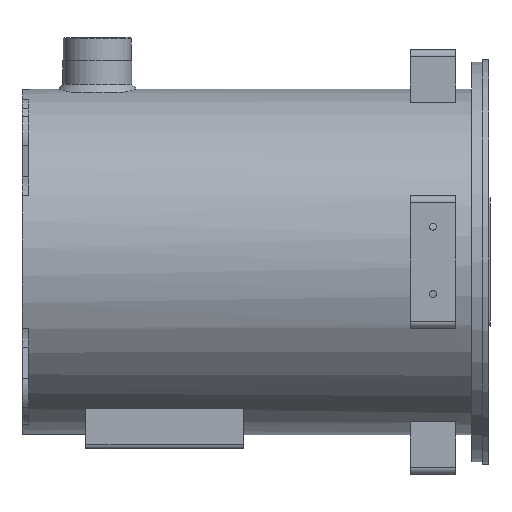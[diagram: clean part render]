
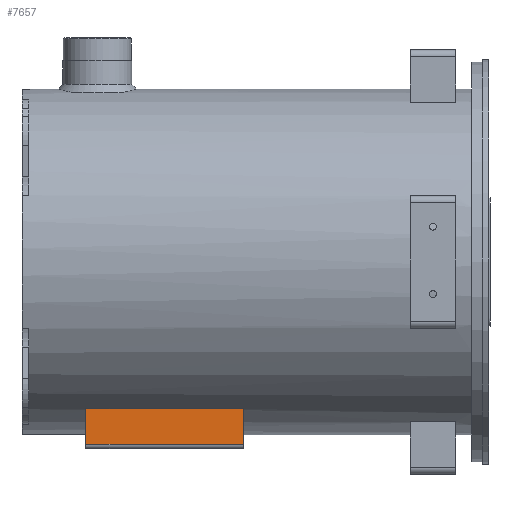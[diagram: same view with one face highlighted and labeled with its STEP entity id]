
A CAD part, left-side view. The second image highlights one B-rep face of the part: STEP entity #7657.
In plain terms, the highlighted planar face has unit normal (-1, 0, 0).
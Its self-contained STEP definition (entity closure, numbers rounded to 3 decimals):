
#1148=PLANE('',#8076);
#1367=FACE_OUTER_BOUND('',#1758,.T.);
#1758=EDGE_LOOP('',(#5536,#5537,#5538,#5539));
#2242=LINE('',#10622,#2874);
#2243=LINE('',#10624,#2875);
#2244=LINE('',#10626,#2876);
#2245=LINE('',#10627,#2877);
#2874=VECTOR('',#8728,10.);
#2875=VECTOR('',#8729,10.);
#2876=VECTOR('',#8730,10.);
#2877=VECTOR('',#8731,10.);
#3828=VERTEX_POINT('',#10620);
#3829=VERTEX_POINT('',#10621);
#3830=VERTEX_POINT('',#10623);
#3831=VERTEX_POINT('',#10625);
#4513=EDGE_CURVE('',#3828,#3829,#2242,.T.);
#4514=EDGE_CURVE('',#3830,#3828,#2243,.T.);
#4515=EDGE_CURVE('',#3831,#3830,#2244,.T.);
#4516=EDGE_CURVE('',#3831,#3829,#2245,.T.);
#5536=ORIENTED_EDGE('',*,*,#4513,.F.);
#5537=ORIENTED_EDGE('',*,*,#4514,.F.);
#5538=ORIENTED_EDGE('',*,*,#4515,.F.);
#5539=ORIENTED_EDGE('',*,*,#4516,.T.);
#7657=ADVANCED_FACE('',(#1367),#1148,.T.);
#8076=AXIS2_PLACEMENT_3D('',#10619,#8726,#8727);
#8726=DIRECTION('center_axis',(-1.,0.,0.));
#8727=DIRECTION('ref_axis',(0.,0.,1.));
#8728=DIRECTION('',(0.,-1.,0.));
#8729=DIRECTION('',(0.,0.,1.));
#8730=DIRECTION('',(0.,1.,0.));
#8731=DIRECTION('',(0.,0.,1.));
#10619=CARTESIAN_POINT('Origin',(-80.,-188.,-159.643));
#10620=CARTESIAN_POINT('',(-80.,-50.,-128.656));
#10621=CARTESIAN_POINT('',(-80.,-188.,-128.656));
#10622=CARTESIAN_POINT('',(-80.,0.,-128.656));
#10623=CARTESIAN_POINT('',(-80.,-50.,-159.643));
#10624=CARTESIAN_POINT('',(-80.,-50.,-159.643));
#10625=CARTESIAN_POINT('',(-80.,-188.,-159.643));
#10626=CARTESIAN_POINT('',(-80.,-188.,-159.643));
#10627=CARTESIAN_POINT('',(-80.,-188.,-159.643));
